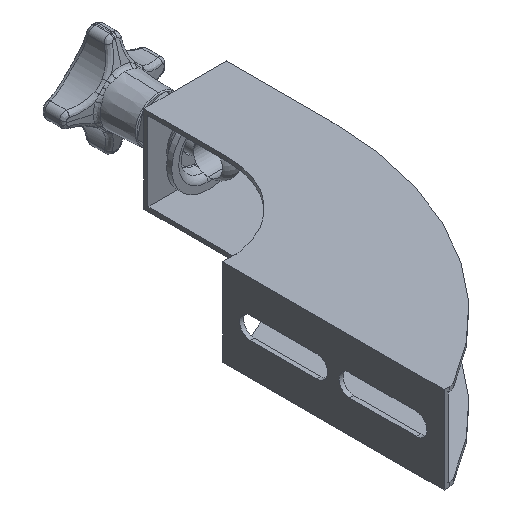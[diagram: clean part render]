
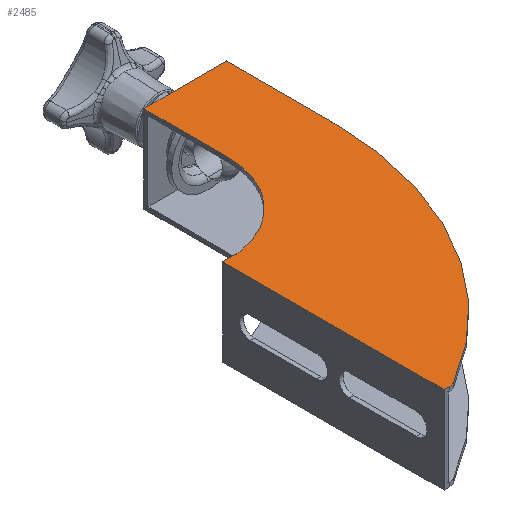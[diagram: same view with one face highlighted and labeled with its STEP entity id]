
A CAD part, isometric view. The second image highlights one B-rep face of the part: STEP entity #2485.
In plain terms, the highlighted face is planar.
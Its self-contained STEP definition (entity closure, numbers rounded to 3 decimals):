
#40 = DIRECTION ( 'NONE',  ( -1., 0., 0. ) ) ;
#202 = ORIENTED_EDGE ( 'NONE', *, *, #1226, .T. ) ;
#237 = AXIS2_PLACEMENT_3D ( 'NONE', #1270, #9278, #8608 ) ;
#285 = ORIENTED_EDGE ( 'NONE', *, *, #6722, .T. ) ;
#307 = DIRECTION ( 'NONE',  ( 0., 1., 0. ) ) ;
#353 = DIRECTION ( 'NONE',  ( 0., 0., -1. ) ) ;
#401 = ORIENTED_EDGE ( 'NONE', *, *, #869, .T. ) ;
#658 = DIRECTION ( 'NONE',  ( 1., 0., 0. ) ) ;
#792 = LINE ( 'NONE', #8999, #3668 ) ;
#869 = EDGE_CURVE ( 'NONE', #5346, #2755, #8747, .T. ) ;
#1010 = ORIENTED_EDGE ( 'NONE', *, *, #1027, .T. ) ;
#1027 = EDGE_CURVE ( 'NONE', #3223, #2460, #8900, .T. ) ;
#1038 = LINE ( 'NONE', #7029, #3640 ) ;
#1057 = LINE ( 'NONE', #6086, #7831 ) ;
#1058 = VERTEX_POINT ( 'NONE', #3629 ) ;
#1226 = EDGE_CURVE ( 'NONE', #3946, #5346, #4631, .T. ) ;
#1270 = CARTESIAN_POINT ( 'NONE',  ( -21., 149.579, 2. ) ) ;
#1323 = CARTESIAN_POINT ( 'NONE',  ( -21., 139.137, -75. ) ) ;
#1370 = DIRECTION ( 'NONE',  ( 0., 0., -1. ) ) ;
#1382 = EDGE_CURVE ( 'NONE', #2460, #8517, #2068, .T. ) ;
#1394 = DIRECTION ( 'NONE',  ( 0., 0., 1. ) ) ;
#1418 = DIRECTION ( 'NONE',  ( 0., 0., 1. ) ) ;
#1458 = AXIS2_PLACEMENT_3D ( 'NONE', #1583, #3609, #1418 ) ;
#1583 = CARTESIAN_POINT ( 'NONE',  ( -21., -3.8, -1.7 ) ) ;
#1821 = CARTESIAN_POINT ( 'NONE',  ( -21., 0., 2.668 ) ) ;
#1961 = EDGE_CURVE ( 'NONE', #5724, #3223, #3555, .T. ) ;
#2053 = CARTESIAN_POINT ( 'NONE',  ( -21., 95., 0. ) ) ;
#2068 = CIRCLE ( 'NONE', #4961, 15. ) ;
#2103 = DIRECTION ( 'NONE',  ( -1., 0., 0. ) ) ;
#2111 = CARTESIAN_POINT ( 'NONE',  ( -21., 190., 85. ) ) ;
#2244 = EDGE_LOOP ( 'NONE', ( #5012, #285, #202, #401, #5273, #6871, #4050, #1010, #4748, #8397 ) ) ;
#2460 = VERTEX_POINT ( 'NONE', #4441 ) ;
#2474 = CARTESIAN_POINT ( 'NONE',  ( -21., 95., 85. ) ) ;
#2485 = ADVANCED_FACE ( 'NONE', ( #7211 ), #5874, .T. ) ;
#2755 = VERTEX_POINT ( 'NONE', #3069 ) ;
#2840 = DIRECTION ( 'NONE',  ( 0., -1., 0. ) ) ;
#2865 = CARTESIAN_POINT ( 'NONE',  ( -21., 149.579, 45. ) ) ;
#2979 = AXIS2_PLACEMENT_3D ( 'NONE', #8633, #2103, #1394 ) ;
#3069 = CARTESIAN_POINT ( 'NONE',  ( -21., 139.137, 85. ) ) ;
#3223 = VERTEX_POINT ( 'NONE', #2865 ) ;
#3472 = EDGE_CURVE ( 'NONE', #8101, #5724, #1057, .T. ) ;
#3555 = LINE ( 'NONE', #6527, #4047 ) ;
#3609 = DIRECTION ( 'NONE',  ( -1., 0., 0. ) ) ;
#3629 = CARTESIAN_POINT ( 'NONE',  ( -21., 0., 0. ) ) ;
#3640 = VECTOR ( 'NONE', #8374, 1000. ) ;
#3668 = VECTOR ( 'NONE', #8286, 1000. ) ;
#3946 = VERTEX_POINT ( 'NONE', #1821 ) ;
#4047 = VECTOR ( 'NONE', #2840, 1000. ) ;
#4050 = ORIENTED_EDGE ( 'NONE', *, *, #1961, .T. ) ;
#4157 = CARTESIAN_POINT ( 'NONE',  ( -21., 107., 6.835 ) ) ;
#4441 = CARTESIAN_POINT ( 'NONE',  ( -21., 107.225, 9.426 ) ) ;
#4622 = AXIS2_PLACEMENT_3D ( 'NONE', #1323, #40, #1370 ) ;
#4631 = CIRCLE ( 'NONE', #2979, 5. ) ;
#4748 = ORIENTED_EDGE ( 'NONE', *, *, #1382, .T. ) ;
#4912 = LINE ( 'NONE', #2053, #9029 ) ;
#4958 = DIRECTION ( 'NONE',  ( 0., -1., 0. ) ) ;
#4961 = AXIS2_PLACEMENT_3D ( 'NONE', #7004, #658, #7967 ) ;
#5012 = ORIENTED_EDGE ( 'NONE', *, *, #5436, .T. ) ;
#5014 = EDGE_CURVE ( 'NONE', #2755, #8101, #6795, .T. ) ;
#5059 = VECTOR ( 'NONE', #307, 1000. ) ;
#5211 = CARTESIAN_POINT ( 'NONE',  ( -21., 190., 45. ) ) ;
#5273 = ORIENTED_EDGE ( 'NONE', *, *, #5014, .T. ) ;
#5346 = VERTEX_POINT ( 'NONE', #6994 ) ;
#5436 = EDGE_CURVE ( 'NONE', #7559, #1058, #4912, .T. ) ;
#5724 = VERTEX_POINT ( 'NONE', #5211 ) ;
#5874 = PLANE ( 'NONE',  #1458 ) ;
#6033 = CARTESIAN_POINT ( 'NONE',  ( -21., 107., 0. ) ) ;
#6086 = CARTESIAN_POINT ( 'NONE',  ( -21., 190., 42.5 ) ) ;
#6338 = EDGE_CURVE ( 'NONE', #8517, #7559, #792, .T. ) ;
#6527 = CARTESIAN_POINT ( 'NONE',  ( -21., 95., 45. ) ) ;
#6722 = EDGE_CURVE ( 'NONE', #1058, #3946, #1038, .T. ) ;
#6795 = LINE ( 'NONE', #2474, #5059 ) ;
#6871 = ORIENTED_EDGE ( 'NONE', *, *, #3472, .T. ) ;
#6994 = CARTESIAN_POINT ( 'NONE',  ( -21., 0.673, 5.174 ) ) ;
#7004 = CARTESIAN_POINT ( 'NONE',  ( -21., 122., 6.835 ) ) ;
#7029 = CARTESIAN_POINT ( 'NONE',  ( -21., 0., 1.334 ) ) ;
#7211 = FACE_OUTER_BOUND ( 'NONE', #2244, .T. ) ;
#7559 = VERTEX_POINT ( 'NONE', #6033 ) ;
#7831 = VECTOR ( 'NONE', #353, 1000. ) ;
#7967 = DIRECTION ( 'NONE',  ( 0., 0., 1. ) ) ;
#8101 = VERTEX_POINT ( 'NONE', #2111 ) ;
#8286 = DIRECTION ( 'NONE',  ( 0., 0., -1. ) ) ;
#8374 = DIRECTION ( 'NONE',  ( 0., 0., 1. ) ) ;
#8397 = ORIENTED_EDGE ( 'NONE', *, *, #6338, .T. ) ;
#8517 = VERTEX_POINT ( 'NONE', #4157 ) ;
#8608 = DIRECTION ( 'NONE',  ( 0., 0., -1. ) ) ;
#8633 = CARTESIAN_POINT ( 'NONE',  ( -21., 5., 2.668 ) ) ;
#8747 = CIRCLE ( 'NONE', #4622, 160. ) ;
#8900 = CIRCLE ( 'NONE', #237, 43. ) ;
#8999 = CARTESIAN_POINT ( 'NONE',  ( -21., 107., 42.5 ) ) ;
#9029 = VECTOR ( 'NONE', #4958, 1000. ) ;
#9278 = DIRECTION ( 'NONE',  ( 1., 0., 0. ) ) ;
